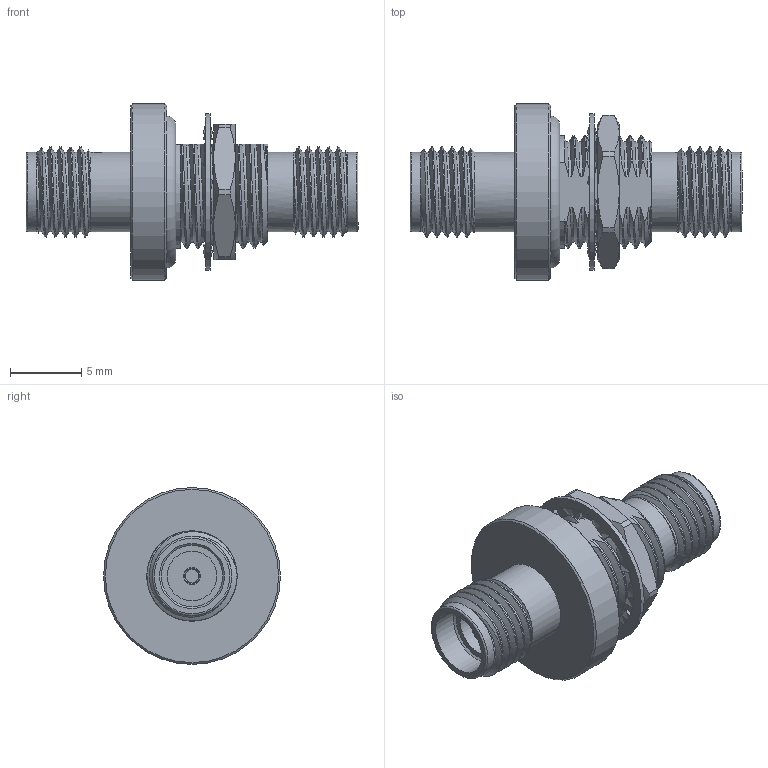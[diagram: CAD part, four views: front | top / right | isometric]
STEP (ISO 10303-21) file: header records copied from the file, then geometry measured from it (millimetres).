
FILE_DESCRIPTION (( 'STEP AP203' ), '1' );
FILE_NAME ('PE9678_3D.step', '2020-10-12T22:27:08', ( '' ), ( '' ), 'SwSTEP 2.0', 'SolidWorks 2018', '' );
FILE_SCHEMA (( 'CONFIG_CONTROL_DESIGN' ));
Length unit declared in the file: inch
Products named in the file (1): PE9678_3D
Bounding box: 23.37 x 12.45 x 12.45 mm (x, y, z)
Volume: 930.5 mm3; surface area: 1465.9 mm2
Topology: 4 solids, 4 shells, 200 faces, 562 edges, 378 vertices
Faces by surface type: bspline 75, cylinder 53, plane 42, cone 27, torus 3
Full cylindrical faces by diameter (mm): 0.94 x2, 1.194 x2, 3.5 x2, 4.572 x2, 5.582 x4, 7.938 x1, 11.032 x1, 11.04 x1, 12.446 x1
Entity records: 17658 total; most frequent: CARTESIAN_POINT 13328, ORIENTED_EDGE 1056, DIRECTION 618, EDGE_CURVE 528, VERTEX_POINT 367, AXIS2_PLACEMENT_3D 249, EDGE_LOOP 235, B_SPLINE_CURVE_WITH_KNOTS 225
